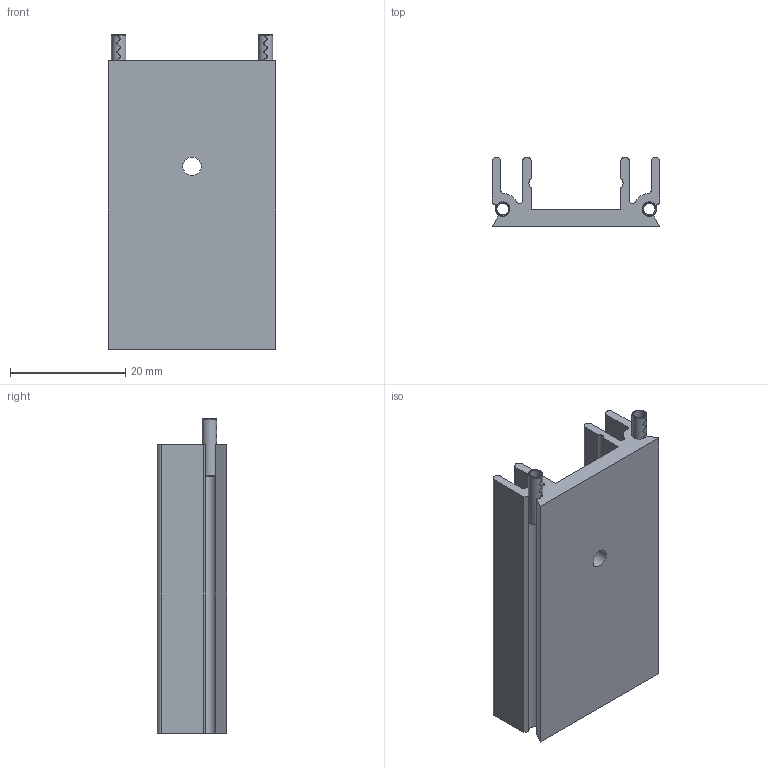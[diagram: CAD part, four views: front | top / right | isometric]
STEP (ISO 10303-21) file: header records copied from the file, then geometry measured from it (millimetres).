
FILE_DESCRIPTION((''),'2;1');
FILE_NAME('SK_145_50_STS_TO_220.stp','2013-06-26T15:55:55',('Lochen'),(''),'Autodesk Inventor 2012','Autodesk Inventor 2012','');
FILE_SCHEMA(('AUTOMOTIVE_DESIGN { 1 0 10303 214 1 1 1 1 }'));
Length unit declared in the file: millimetre
Products named in the file (3): SK_145_50_STS_TO_220; 001020483; 001002339
Assembly tree (3 placements, depth 2):
  SK_145_50_STS_TO_220
    001020483
    001002339  x2
Bounding box: 29 x 12 x 54.5 mm (x, y, z)
Volume: 7015.2 mm3; surface area: 7426.7 mm2
Topology: 3 solids, 3 shells, 157 faces, 453 edges, 302 vertices
Faces by surface type: plane 80, cylinder 73, torus 4
Full cylindrical faces by diameter (mm): 3.2 x1
Entity records: 3944 total; most frequent: CARTESIAN_POINT 1303, ORIENTED_EDGE 556, DIRECTION 524, EDGE_CURVE 278, AXIS2_PLACEMENT_3D 199, VERTEX_POINT 186, VECTOR 126, LINE 126
